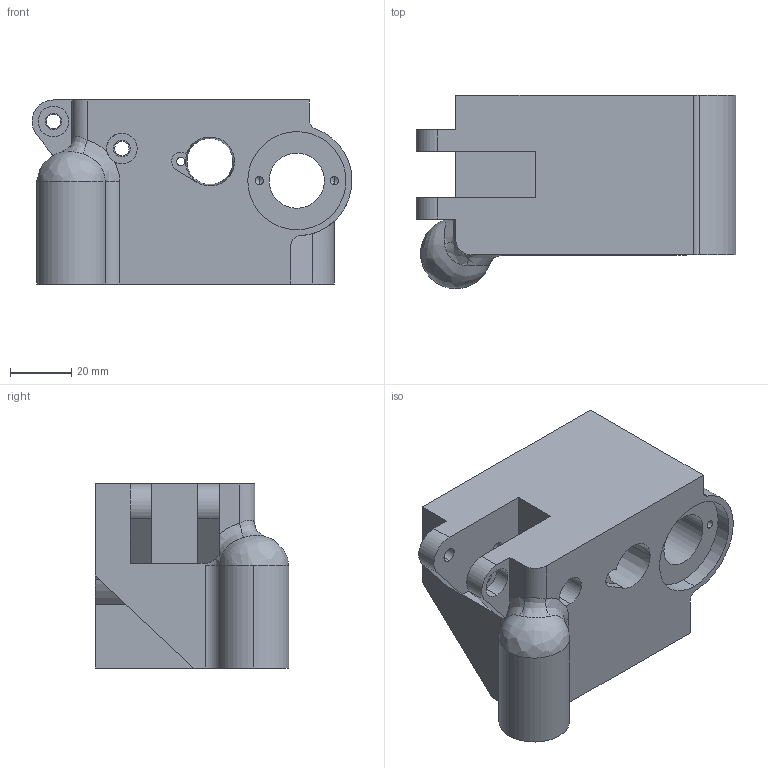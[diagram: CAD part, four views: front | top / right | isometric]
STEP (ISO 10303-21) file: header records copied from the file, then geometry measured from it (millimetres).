
FILE_DESCRIPTION (( 'STEP AP203' ), '1' );
FILE_NAME ('z-axis bearing block - left-2 (OH).STEP', '2021-11-19T20:30:59', ( '' ), ( '' ), 'SwSTEP 2.0', 'SolidWorks 2020', '' );
FILE_SCHEMA (( 'CONFIG_CONTROL_DESIGN' ));
Length unit declared in the file: millimetre
Products named in the file (1): z-axis bearing block - left-2 (OH)
Bounding box: 104.33 x 62.96 x 60 mm (x, y, z)
Volume: 157506.1 mm3; surface area: 38435.1 mm2
Topology: 1 solids, 1 shells, 102 faces, 264 edges, 167 vertices
Faces by surface type: cylinder 46, plane 40, cone 12, bspline 4
Entity records: 3549 total; most frequent: CARTESIAN_POINT 932, DIRECTION 544, ORIENTED_EDGE 520, EDGE_CURVE 260, AXIS2_PLACEMENT_3D 203, VERTEX_POINT 167, LINE 138, VECTOR 138
